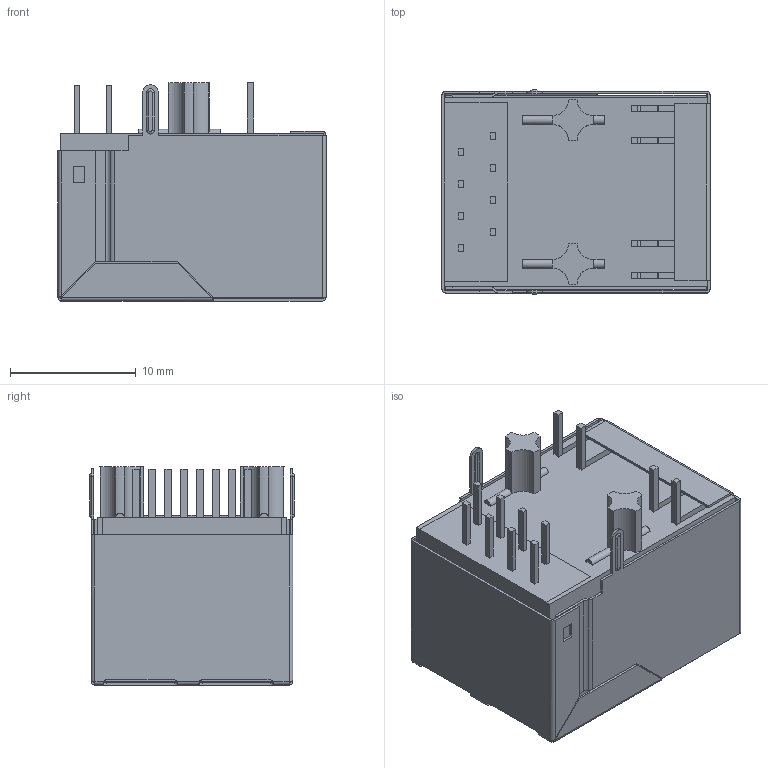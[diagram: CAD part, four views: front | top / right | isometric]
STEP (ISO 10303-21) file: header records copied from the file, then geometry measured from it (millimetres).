
FILE_DESCRIPTION( ( 'Unknown' ), '1' );
FILE_NAME( '7499010441.stp', 'Unknown', ( 'Unknown' ), ( 'Unknown' ), 'PSStep 17.0.49', 'Unknown', ' ' );
FILE_SCHEMA( ( 'AUTOMOTIVE_DESIGN { 1 0 10303 214 1 1 1 1 }' ) );
Length unit declared in the file: millimetre
Products named in the file (6): Assem1; Shielding; Insulator 3; Insulator 1; Insulator 2; Green_Yellow_LED
Assembly tree (6 placements, depth 2):
  Assem1
    Shielding
    Insulator 3
    Insulator 1
    Insulator 2
    Green_Yellow_LED  x2
Bounding box: 21.3 x 16.24 x 17.35 mm (x, y, z)
Volume: 1802.9 mm3; surface area: 6521.1 mm2
Topology: 6 solids, 6 shells, 593 faces, 1555 edges, 976 vertices
Faces by surface type: plane 422, cylinder 125, sphere 16, extrusion 14, bspline 12, torus 4
Entity records: 21691 total; most frequent: CARTESIAN_POINT 3777, ORIENTED_EDGE 2886, DIRECTION 2587, EDGE_CURVE 1443, VECTOR 1091, LINE 1077, VERTEX_POINT 920, AXIS2_PLACEMENT_3D 748
